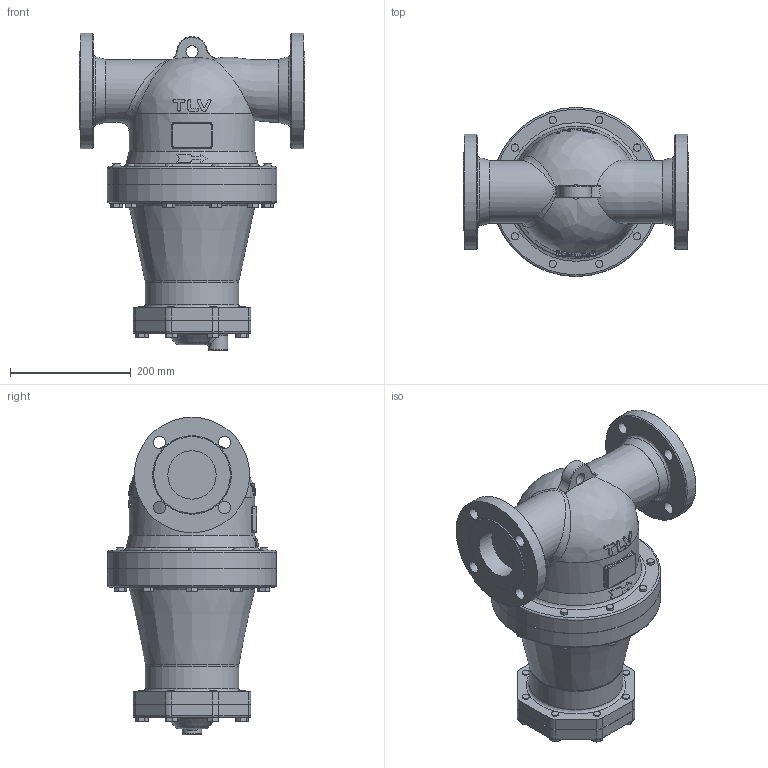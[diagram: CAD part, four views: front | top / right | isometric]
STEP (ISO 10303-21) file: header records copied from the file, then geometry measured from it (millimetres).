
FILE_DESCRIPTION((''),'2;1');
FILE_NAME('dc3s0-080-a0150-00.stp','2010-07-06T14:02:10',('nakaot'),(''),'Autodesk Inventor 2008','Autodesk Inventor 2008','');
FILE_SCHEMA(('AUTOMOTIVE_DESIGN { 1 0 10303 214 1 1 1 1 }'));
Length unit declared in the file: millimetre
Products named in the file (1): dc3s0-080-a0150-00
Bounding box: 374 x 280 x 525.5 mm (x, y, z)
Volume: 16968222.7 mm3; surface area: 709618.3 mm2
Topology: 1 solids, 1 shells, 565 faces, 1319 edges, 833 vertices
Faces by surface type: plane 248, cone 115, cylinder 111, bspline 69, torus 22
Full cylindrical faces by diameter (mm): 12 x36, 20 x5, 32 x1, 80 x1, 104 x1, 150 x1, 155 x1, 191 x1, 200 x1, 208 x1, 280 x2
Entity records: 21059 total; most frequent: CARTESIAN_POINT 9428, ORIENTED_EDGE 2386, DIRECTION 2258, EDGE_CURVE 1193, AXIS2_PLACEMENT_3D 935, VERTEX_POINT 802, EDGE_LOOP 791, FACE_OUTER_BOUND 565
